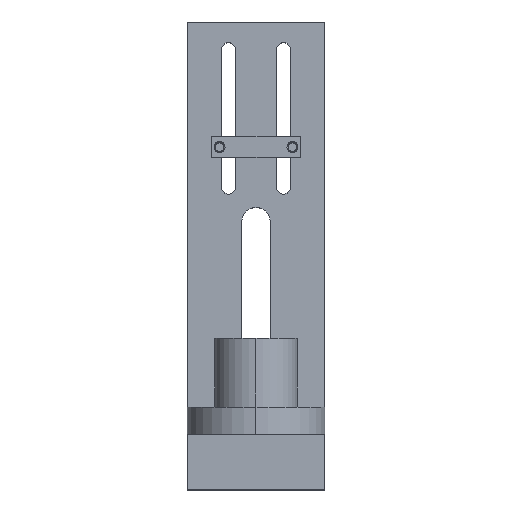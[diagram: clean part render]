
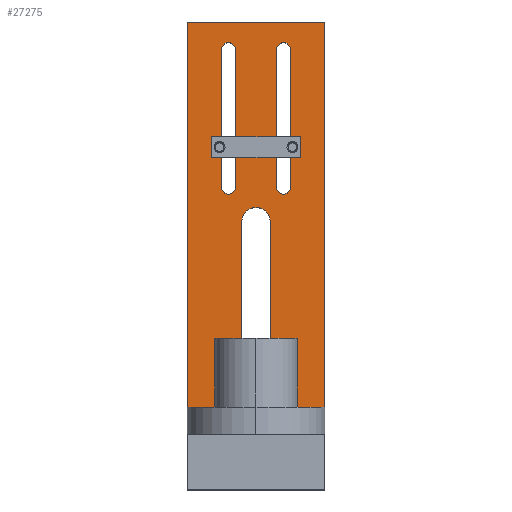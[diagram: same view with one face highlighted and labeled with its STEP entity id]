
A CAD part, top view. The second image highlights one B-rep face of the part: STEP entity #27275.
In plain terms, the highlighted planar face has unit normal (0, 0, 1).
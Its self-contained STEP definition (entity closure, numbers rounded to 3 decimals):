
#22 = EDGE_CURVE ( 'NONE', #15994, #15954, #4753, .T. ) ;
#101 = VERTEX_POINT ( 'NONE', #33093 ) ;
#643 = ORIENTED_EDGE ( 'NONE', *, *, #6542, .F. ) ;
#1031 = VERTEX_POINT ( 'NONE', #20293 ) ;
#1069 = CARTESIAN_POINT ( 'NONE',  ( -12.525, 90., 10. ) ) ;
#1193 = DIRECTION ( 'NONE',  ( 0., 1., 0. ) ) ;
#1409 = DIRECTION ( 'NONE',  ( 1., 0., 0. ) ) ;
#1942 = LINE ( 'NONE', #38344, #10039 ) ;
#2104 = AXIS2_PLACEMENT_3D ( 'NONE', #7451, #20711, #4536 ) ;
#2362 = DIRECTION ( 'NONE',  ( 0., -1., 0. ) ) ;
#2736 = CARTESIAN_POINT ( 'NONE',  ( 12.525, 140., 10. ) ) ;
#2913 = EDGE_CURVE ( 'NONE', #27857, #101, #30409, .T. ) ;
#3174 = ORIENTED_EDGE ( 'NONE', *, *, #11527, .T. ) ;
#3178 = PLANE ( 'NONE',  #17206 ) ;
#3227 = VECTOR ( 'NONE', #3630, 1000. ) ;
#3312 = CARTESIAN_POINT ( 'NONE',  ( -7.475, 90., 10. ) ) ;
#3630 = DIRECTION ( 'NONE',  ( 0., -1., 0. ) ) ;
#3894 = CARTESIAN_POINT ( 'NONE',  ( 25., 0., 10. ) ) ;
#4536 = DIRECTION ( 'NONE',  ( 1., 0., 0. ) ) ;
#4753 = CIRCLE ( 'NONE', #27009, 2.525 ) ;
#4813 = CARTESIAN_POINT ( 'NONE',  ( 25., 0., 10. ) ) ;
#4962 = DIRECTION ( 'NONE',  ( 1., 0., 0. ) ) ;
#5227 = DIRECTION ( 'NONE',  ( 0., 0., 1. ) ) ;
#5487 = CIRCLE ( 'NONE', #28314, 5.125 ) ;
#5528 = AXIS2_PLACEMENT_3D ( 'NONE', #19288, #22341, #25432 ) ;
#5757 = ORIENTED_EDGE ( 'NONE', *, *, #7394, .F. ) ;
#5781 = DIRECTION ( 'NONE',  ( 0., 0., 1. ) ) ;
#5848 = ORIENTED_EDGE ( 'NONE', *, *, #37284, .F. ) ;
#5887 = LINE ( 'NONE', #4813, #29607 ) ;
#5889 = CARTESIAN_POINT ( 'NONE',  ( -25., 150., 10. ) ) ;
#6227 = DIRECTION ( 'NONE',  ( -1., 0., 0. ) ) ;
#6542 = EDGE_CURVE ( 'NONE', #37837, #31597, #12722, .T. ) ;
#6724 = LINE ( 'NONE', #16030, #22368 ) ;
#7394 = EDGE_CURVE ( 'NONE', #22018, #22961, #6724, .T. ) ;
#7451 = CARTESIAN_POINT ( 'NONE',  ( -10., 140., 10. ) ) ;
#7489 = VERTEX_POINT ( 'NONE', #37417 ) ;
#7930 = ORIENTED_EDGE ( 'NONE', *, *, #9318, .F. ) ;
#7985 = CARTESIAN_POINT ( 'NONE',  ( -25., 0., 10. ) ) ;
#8555 = VECTOR ( 'NONE', #18886, 1000. ) ;
#9283 = EDGE_LOOP ( 'NONE', ( #34379, #12253, #39311, #3174 ) ) ;
#9318 = EDGE_CURVE ( 'NONE', #15954, #27857, #31830, .T. ) ;
#9631 = EDGE_CURVE ( 'NONE', #23156, #15560, #29919, .T. ) ;
#10039 = VECTOR ( 'NONE', #19876, 1000. ) ;
#10647 = EDGE_LOOP ( 'NONE', ( #34807, #32400, #643, #5848 ) ) ;
#10753 = LINE ( 'NONE', #20803, #38795 ) ;
#10844 = EDGE_CURVE ( 'NONE', #31720, #38698, #25646, .T. ) ;
#11527 = EDGE_CURVE ( 'NONE', #21138, #23156, #27036, .T. ) ;
#12253 = ORIENTED_EDGE ( 'NONE', *, *, #28568, .T. ) ;
#12534 = CARTESIAN_POINT ( 'NONE',  ( 7.475, 140., 10. ) ) ;
#12654 = EDGE_LOOP ( 'NONE', ( #28295, #24685, #31053, #7930 ) ) ;
#12722 = CIRCLE ( 'NONE', #5528, 2.525 ) ;
#13222 = EDGE_CURVE ( 'NONE', #7489, #1031, #23638, .T. ) ;
#13570 = DIRECTION ( 'NONE',  ( 0., 1., 0. ) ) ;
#13616 = DIRECTION ( 'NONE',  ( 0., 0., 1. ) ) ;
#13788 = CARTESIAN_POINT ( 'NONE',  ( 10., 90., 10. ) ) ;
#14028 = ORIENTED_EDGE ( 'NONE', *, *, #16760, .F. ) ;
#14293 = EDGE_CURVE ( 'NONE', #31597, #31720, #22633, .T. ) ;
#15454 = CARTESIAN_POINT ( 'NONE',  ( 0., 77.5, 10. ) ) ;
#15560 = VERTEX_POINT ( 'NONE', #7985 ) ;
#15721 = VECTOR ( 'NONE', #23988, 1000. ) ;
#15954 = VERTEX_POINT ( 'NONE', #32231 ) ;
#15994 = VERTEX_POINT ( 'NONE', #23062 ) ;
#16030 = CARTESIAN_POINT ( 'NONE',  ( 5.125, 17.5, 10. ) ) ;
#16038 = CARTESIAN_POINT ( 'NONE',  ( -7.475, 140., 10. ) ) ;
#16718 = FACE_BOUND ( 'NONE', #10647, .T. ) ;
#16760 = EDGE_CURVE ( 'NONE', #1031, #22018, #30201, .T. ) ;
#17206 = AXIS2_PLACEMENT_3D ( 'NONE', #24435, #18688, #6227 ) ;
#17667 = FACE_BOUND ( 'NONE', #29147, .T. ) ;
#18404 = CARTESIAN_POINT ( 'NONE',  ( 7.475, 90., 10. ) ) ;
#18688 = DIRECTION ( 'NONE',  ( 0., 0., -1. ) ) ;
#18886 = DIRECTION ( 'NONE',  ( 0., -1., 0. ) ) ;
#18934 = VECTOR ( 'NONE', #20886, 1000. ) ;
#19288 = CARTESIAN_POINT ( 'NONE',  ( -10., 90., 10. ) ) ;
#19472 = VECTOR ( 'NONE', #34438, 1000. ) ;
#19876 = DIRECTION ( 'NONE',  ( 1., 0., 0. ) ) ;
#20293 = CARTESIAN_POINT ( 'NONE',  ( -5.125, 17.5, 10. ) ) ;
#20711 = DIRECTION ( 'NONE',  ( 0., 0., 1. ) ) ;
#20803 = CARTESIAN_POINT ( 'NONE',  ( -12.525, 140., 10. ) ) ;
#20882 = EDGE_CURVE ( 'NONE', #37385, #21138, #5887, .T. ) ;
#20886 = DIRECTION ( 'NONE',  ( -1., 0., 0. ) ) ;
#21138 = VERTEX_POINT ( 'NONE', #33471 ) ;
#21222 = ORIENTED_EDGE ( 'NONE', *, *, #36663, .F. ) ;
#21617 = AXIS2_PLACEMENT_3D ( 'NONE', #25720, #13616, #1409 ) ;
#22018 = VERTEX_POINT ( 'NONE', #24322 ) ;
#22341 = DIRECTION ( 'NONE',  ( 0., 0., 1. ) ) ;
#22368 = VECTOR ( 'NONE', #25228, 1000. ) ;
#22633 = LINE ( 'NONE', #25130, #30289 ) ;
#22944 = DIRECTION ( 'NONE',  ( 0., 0., 1. ) ) ;
#22961 = VERTEX_POINT ( 'NONE', #36369 ) ;
#23062 = CARTESIAN_POINT ( 'NONE',  ( 12.525, 140., 10. ) ) ;
#23156 = VERTEX_POINT ( 'NONE', #30647 ) ;
#23638 = LINE ( 'NONE', #27665, #3227 ) ;
#23988 = DIRECTION ( 'NONE',  ( 0., 1., 0. ) ) ;
#24322 = CARTESIAN_POINT ( 'NONE',  ( 5.125, 17.5, 10. ) ) ;
#24329 = FACE_OUTER_BOUND ( 'NONE', #9283, .T. ) ;
#24435 = CARTESIAN_POINT ( 'NONE',  ( 0., 0., 10. ) ) ;
#24685 = ORIENTED_EDGE ( 'NONE', *, *, #27577, .F. ) ;
#25130 = CARTESIAN_POINT ( 'NONE',  ( -7.475, 140., 10. ) ) ;
#25228 = DIRECTION ( 'NONE',  ( 0., 1., 0. ) ) ;
#25432 = DIRECTION ( 'NONE',  ( 1., 0., 0. ) ) ;
#25646 = CIRCLE ( 'NONE', #2104, 2.525 ) ;
#25720 = CARTESIAN_POINT ( 'NONE',  ( 0., 17.5, 10. ) ) ;
#26215 = FACE_BOUND ( 'NONE', #12654, .T. ) ;
#27009 = AXIS2_PLACEMENT_3D ( 'NONE', #29373, #5227, #4962 ) ;
#27036 = LINE ( 'NONE', #5889, #18934 ) ;
#27275 = ADVANCED_FACE ( 'NONE', ( #16718, #24329, #17667, #26215 ), #3178, .F. ) ;
#27577 = EDGE_CURVE ( 'NONE', #101, #15994, #29514, .T. ) ;
#27631 = AXIS2_PLACEMENT_3D ( 'NONE', #13788, #22944, #31608 ) ;
#27665 = CARTESIAN_POINT ( 'NONE',  ( -5.125, 17.5, 10. ) ) ;
#27857 = VERTEX_POINT ( 'NONE', #18404 ) ;
#28295 = ORIENTED_EDGE ( 'NONE', *, *, #22, .F. ) ;
#28314 = AXIS2_PLACEMENT_3D ( 'NONE', #15454, #5781, #36324 ) ;
#28568 = EDGE_CURVE ( 'NONE', #15560, #37385, #1942, .T. ) ;
#28584 = CARTESIAN_POINT ( 'NONE',  ( -25., 0., 10. ) ) ;
#29147 = EDGE_LOOP ( 'NONE', ( #14028, #32616, #21222, #5757 ) ) ;
#29373 = CARTESIAN_POINT ( 'NONE',  ( 10., 140., 10. ) ) ;
#29514 = LINE ( 'NONE', #2736, #15721 ) ;
#29607 = VECTOR ( 'NONE', #13570, 1000. ) ;
#29919 = LINE ( 'NONE', #28584, #19472 ) ;
#30201 = CIRCLE ( 'NONE', #21617, 5.125 ) ;
#30289 = VECTOR ( 'NONE', #1193, 1000. ) ;
#30409 = CIRCLE ( 'NONE', #27631, 2.525 ) ;
#30647 = CARTESIAN_POINT ( 'NONE',  ( -25., 150., 10. ) ) ;
#31053 = ORIENTED_EDGE ( 'NONE', *, *, #2913, .F. ) ;
#31597 = VERTEX_POINT ( 'NONE', #3312 ) ;
#31608 = DIRECTION ( 'NONE',  ( 1., 0., 0. ) ) ;
#31720 = VERTEX_POINT ( 'NONE', #16038 ) ;
#31830 = LINE ( 'NONE', #12534, #8555 ) ;
#32231 = CARTESIAN_POINT ( 'NONE',  ( 7.475, 140., 10. ) ) ;
#32400 = ORIENTED_EDGE ( 'NONE', *, *, #14293, .F. ) ;
#32616 = ORIENTED_EDGE ( 'NONE', *, *, #13222, .F. ) ;
#33093 = CARTESIAN_POINT ( 'NONE',  ( 12.525, 90., 10. ) ) ;
#33471 = CARTESIAN_POINT ( 'NONE',  ( 25., 150., 10. ) ) ;
#33780 = CARTESIAN_POINT ( 'NONE',  ( -12.525, 140., 10. ) ) ;
#34379 = ORIENTED_EDGE ( 'NONE', *, *, #9631, .T. ) ;
#34438 = DIRECTION ( 'NONE',  ( 0., -1., 0. ) ) ;
#34807 = ORIENTED_EDGE ( 'NONE', *, *, #10844, .F. ) ;
#36324 = DIRECTION ( 'NONE',  ( -1., 0., 0. ) ) ;
#36369 = CARTESIAN_POINT ( 'NONE',  ( 5.125, 77.5, 10. ) ) ;
#36663 = EDGE_CURVE ( 'NONE', #22961, #7489, #5487, .T. ) ;
#37284 = EDGE_CURVE ( 'NONE', #38698, #37837, #10753, .T. ) ;
#37385 = VERTEX_POINT ( 'NONE', #3894 ) ;
#37417 = CARTESIAN_POINT ( 'NONE',  ( -5.125, 77.5, 10. ) ) ;
#37837 = VERTEX_POINT ( 'NONE', #1069 ) ;
#38344 = CARTESIAN_POINT ( 'NONE',  ( -25., 0., 10. ) ) ;
#38698 = VERTEX_POINT ( 'NONE', #33780 ) ;
#38795 = VECTOR ( 'NONE', #2362, 1000. ) ;
#39311 = ORIENTED_EDGE ( 'NONE', *, *, #20882, .T. ) ;
